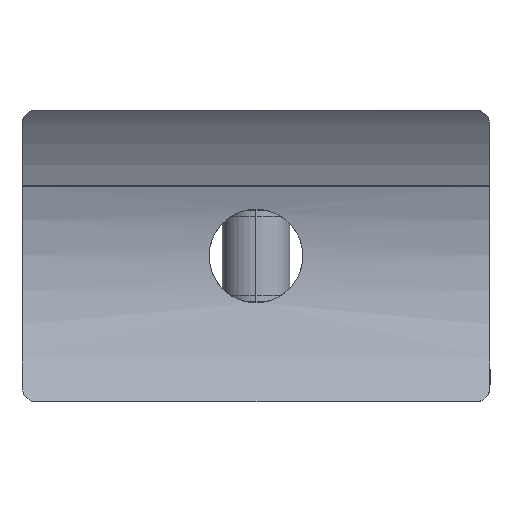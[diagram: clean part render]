
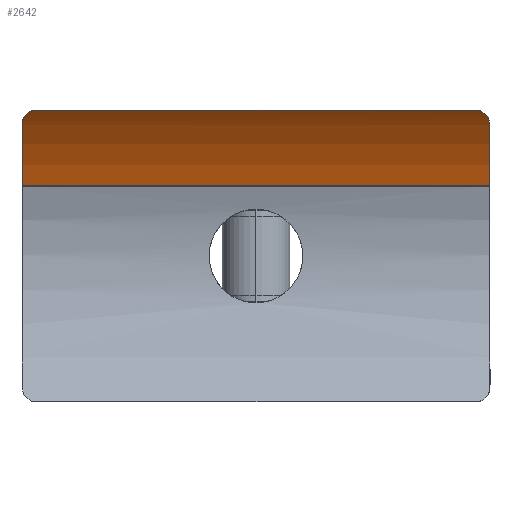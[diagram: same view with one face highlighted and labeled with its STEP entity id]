
A CAD part, left-side view. The second image highlights one B-rep face of the part: STEP entity #2642.
In plain terms, the highlighted cylindrical face has radius 21.2 mm (diameter 42.4 mm), a partial arc.
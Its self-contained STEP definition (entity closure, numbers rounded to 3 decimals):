
#1 = DIRECTION ( 'NONE',  ( 1., 0., 0. ) ) ;
#7 = B_SPLINE_CURVE_WITH_KNOTS ( 'NONE', 3,
 ( #2256, #557, #1172, #2518, #3116, #1153, #844, #595 ),
 .UNSPECIFIED., .F., .F.,
 ( 4, 2, 2, 4 ),
 ( 0., 0.001, 0.001, 0.002 ),
 .UNSPECIFIED. ) ;
#52 = VERTEX_POINT ( 'NONE', #1925 ) ;
#54 = B_SPLINE_CURVE_WITH_KNOTS ( 'NONE', 3,
 ( #331, #3154, #933, #3172, #314, #602, #390, #912, #618, #877 ),
 .UNSPECIFIED., .F., .F.,
 ( 4, 2, 2, 2, 4 ),
 ( 0., 0.001, 0.001, 0.002, 0.002 ),
 .UNSPECIFIED. ) ;
#66 = DIRECTION ( 'NONE',  ( 0., 0., 1. ) ) ;
#82 = CARTESIAN_POINT ( 'NONE',  ( -84.2, -22.5, 0. ) ) ;
#117 = DIRECTION ( 'NONE',  ( 0., -1., 0. ) ) ;
#228 = AXIS2_PLACEMENT_3D ( 'NONE', #578, #2219, #3352 ) ;
#305 = VERTEX_POINT ( 'NONE', #1229 ) ;
#314 = CARTESIAN_POINT ( 'NONE',  ( -67.679, -22.327, 13.286 ) ) ;
#331 = CARTESIAN_POINT ( 'NONE',  ( -67.127, -22.5, 12.567 ) ) ;
#390 = CARTESIAN_POINT ( 'NONE',  ( -67.984, -22.049, 13.657 ) ) ;
#401 = ORIENTED_EDGE ( 'NONE', *, *, #2058, .T. ) ;
#421 = CARTESIAN_POINT ( 'NONE',  ( -67.127, 22.5, 12.567 ) ) ;
#486 = DIRECTION ( 'NONE',  ( 0., -1., 0. ) ) ;
#551 = EDGE_LOOP ( 'NONE', ( #914, #401, #1098, #824, #1474, #3477 ) ) ;
#557 = CARTESIAN_POINT ( 'NONE',  ( -68.231, 21.636, 13.944 ) ) ;
#578 = CARTESIAN_POINT ( 'NONE',  ( -84.2, -39., 0. ) ) ;
#595 = CARTESIAN_POINT ( 'NONE',  ( -67.127, 22.5, 12.567 ) ) ;
#602 = CARTESIAN_POINT ( 'NONE',  ( -67.885, -22.157, 13.539 ) ) ;
#618 = CARTESIAN_POINT ( 'NONE',  ( -68.231, -21.637, 13.944 ) ) ;
#692 = VECTOR ( 'NONE', #117, 1000. ) ;
#804 = CIRCLE ( 'NONE', #1154, 21.2 ) ;
#824 = ORIENTED_EDGE ( 'NONE', *, *, #2669, .T. ) ;
#844 = CARTESIAN_POINT ( 'NONE',  ( -67.348, 22.5, 12.868 ) ) ;
#877 = CARTESIAN_POINT ( 'NONE',  ( -68.28, -21.465, 14. ) ) ;
#883 = EDGE_CURVE ( 'NONE', #1685, #2233, #804, .T. ) ;
#912 = CARTESIAN_POINT ( 'NONE',  ( -68.157, -21.789, 13.859 ) ) ;
#914 = ORIENTED_EDGE ( 'NONE', *, *, #883, .F. ) ;
#933 = CARTESIAN_POINT ( 'NONE',  ( -67.348, -22.478, 12.864 ) ) ;
#1098 = ORIENTED_EDGE ( 'NONE', *, *, #1160, .T. ) ;
#1100 = FACE_OUTER_BOUND ( 'NONE', #551, .T. ) ;
#1143 = DIRECTION ( 'NONE',  ( 0., 1., 0. ) ) ;
#1153 = CARTESIAN_POINT ( 'NONE',  ( -67.575, 22.413, 13.159 ) ) ;
#1154 = AXIS2_PLACEMENT_3D ( 'NONE', #82, #1143, #66 ) ;
#1160 = EDGE_CURVE ( 'NONE', #52, #2321, #2780, .T. ) ;
#1172 = CARTESIAN_POINT ( 'NONE',  ( -68.159, 21.786, 13.861 ) ) ;
#1229 = CARTESIAN_POINT ( 'NONE',  ( -64.103, 22.5, 6.75 ) ) ;
#1321 = AXIS2_PLACEMENT_3D ( 'NONE', #1673, #486, #1 ) ;
#1474 = ORIENTED_EDGE ( 'NONE', *, *, #1942, .F. ) ;
#1619 = CARTESIAN_POINT ( 'NONE',  ( -68.28, -39., 14. ) ) ;
#1673 = CARTESIAN_POINT ( 'NONE',  ( -84.2, 22.5, 0. ) ) ;
#1685 = VERTEX_POINT ( 'NONE', #2789 ) ;
#1748 = CARTESIAN_POINT ( 'NONE',  ( -68.28, 21.465, 14. ) ) ;
#1848 = CARTESIAN_POINT ( 'NONE',  ( -64.103, -39., 6.75 ) ) ;
#1925 = CARTESIAN_POINT ( 'NONE',  ( -68.28, -21.465, 14. ) ) ;
#1942 = EDGE_CURVE ( 'NONE', #305, #2857, #2384, .T. ) ;
#2058 = EDGE_CURVE ( 'NONE', #1685, #52, #54, .T. ) ;
#2219 = DIRECTION ( 'NONE',  ( 0., 1., 0. ) ) ;
#2233 = VERTEX_POINT ( 'NONE', #2430 ) ;
#2256 = CARTESIAN_POINT ( 'NONE',  ( -68.28, 21.465, 14. ) ) ;
#2321 = VERTEX_POINT ( 'NONE', #1748 ) ;
#2384 = CIRCLE ( 'NONE', #1321, 21.2 ) ;
#2430 = CARTESIAN_POINT ( 'NONE',  ( -64.103, -22.5, 6.75 ) ) ;
#2518 = CARTESIAN_POINT ( 'NONE',  ( -67.986, 22.047, 13.659 ) ) ;
#2552 = CYLINDRICAL_SURFACE ( 'NONE', #228, 21.2 ) ;
#2617 = VECTOR ( 'NONE', #2764, 1000. ) ;
#2621 = LINE ( 'NONE', #1848, #692 ) ;
#2642 = ADVANCED_FACE ( 'NONE', ( #1100 ), #2552, .F. ) ;
#2669 = EDGE_CURVE ( 'NONE', #2321, #2857, #7, .T. ) ;
#2764 = DIRECTION ( 'NONE',  ( 0., 1., 0. ) ) ;
#2780 = LINE ( 'NONE', #1619, #2617 ) ;
#2789 = CARTESIAN_POINT ( 'NONE',  ( -67.127, -22.5, 12.567 ) ) ;
#2857 = VERTEX_POINT ( 'NONE', #421 ) ;
#3116 = CARTESIAN_POINT ( 'NONE',  ( -67.887, 22.155, 13.541 ) ) ;
#3154 = CARTESIAN_POINT ( 'NONE',  ( -67.237, -22.5, 12.718 ) ) ;
#3172 = CARTESIAN_POINT ( 'NONE',  ( -67.569, -22.392, 13.148 ) ) ;
#3352 = DIRECTION ( 'NONE',  ( 0., 0., 1. ) ) ;
#3385 = EDGE_CURVE ( 'NONE', #305, #2233, #2621, .T. ) ;
#3477 = ORIENTED_EDGE ( 'NONE', *, *, #3385, .T. ) ;
